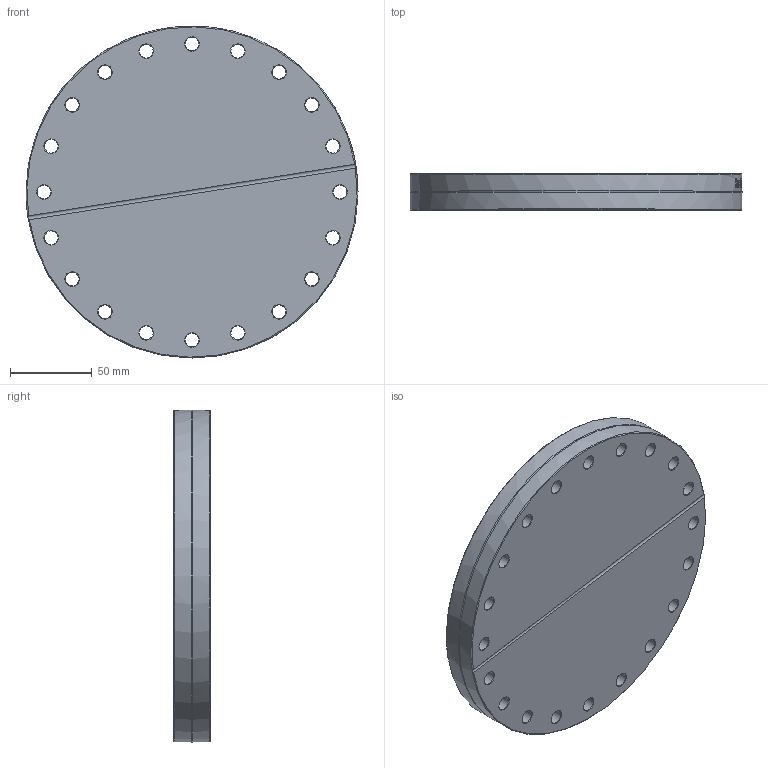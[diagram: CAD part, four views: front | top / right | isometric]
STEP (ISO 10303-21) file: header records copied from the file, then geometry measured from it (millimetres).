
FILE_DESCRIPTION(/* description */ (''),/* implementation_level */ '2;1');
FILE_NAME(/* name */ 'FL-DS160B.stp',/* time_stamp */ '2018-01-17T16:07:12+00:00',/* author */ ('paul'),/* organization */ (''),/* preprocessor_version */ 'ST-DEVELOPER v16.13',/* originating_system */ 'Autodesk Inventor 2018',/* authorisation */ '');
FILE_SCHEMA (('AUTOMOTIVE_DESIGN { 1 0 10303 214 3 1 1 }'));
Length unit declared in the file: millimetre
Products named in the file (1): FL-DS160B
Bounding box: 203 x 22.1 x 203 mm (x, y, z)
Volume: 663299.3 mm3; surface area: 89120.7 mm2
Topology: 1 solids, 1 shells, 169 faces, 455 edges, 296 vertices
Faces by surface type: bspline 53, cone 46, plane 35, cylinder 34, torus 1
Full cylindrical faces by diameter (mm): 8.4 x20, 171.4 x1, 203 x2
Entity records: 16592 total; most frequent: CARTESIAN_POINT 12858, ORIENTED_EDGE 732, DIRECTION 661, EDGE_CURVE 366, EDGE_LOOP 283, VERTEX_POINT 273, AXIS2_PLACEMENT_3D 272, FACE_OUTER_BOUND 169
